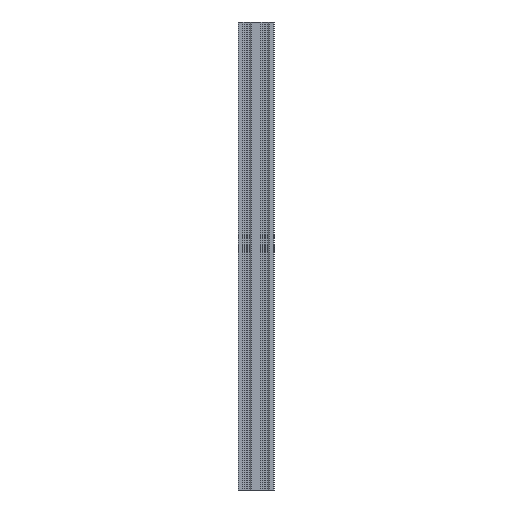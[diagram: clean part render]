
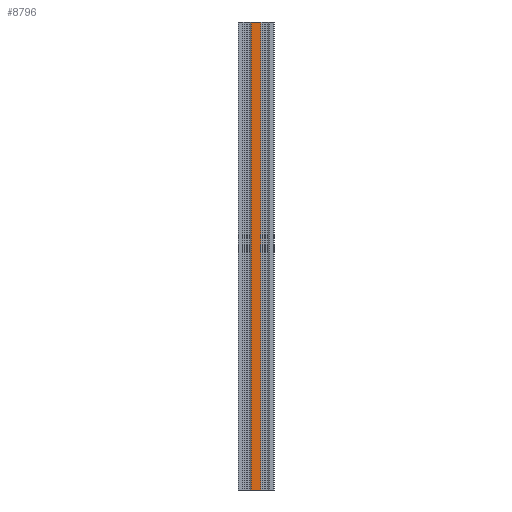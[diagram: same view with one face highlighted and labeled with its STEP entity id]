
A CAD part, left-side view. The second image highlights one B-rep face of the part: STEP entity #8796.
In plain terms, the highlighted planar face has unit normal (-1, 0, 0).
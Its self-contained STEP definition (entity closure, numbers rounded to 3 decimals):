
#70=PLANE('',#9320);
#596=FACE_OUTER_BOUND('',#1089,.T.);
#1089=EDGE_LOOP('',(#7623,#7624,#7625,#7626));
#2183=LINE('',#31653,#2859);
#2331=LINE('',#31956,#3007);
#2332=LINE('',#31959,#3008);
#2333=LINE('',#31960,#3009);
#2859=VECTOR('',#10577,1000.);
#3007=VECTOR('',#10817,1000.);
#3008=VECTOR('',#10820,1000.);
#3009=VECTOR('',#10821,1000.);
#3821=VERTEX_POINT('',#31650);
#3822=VERTEX_POINT('',#31652);
#3931=VERTEX_POINT('',#31954);
#3932=VERTEX_POINT('',#31958);
#5049=EDGE_CURVE('',#3821,#3822,#2183,.T.);
#5201=EDGE_CURVE('',#3821,#3931,#2331,.T.);
#5202=EDGE_CURVE('',#3932,#3931,#2332,.T.);
#5203=EDGE_CURVE('',#3822,#3932,#2333,.T.);
#7623=ORIENTED_EDGE('',*,*,#5202,.F.);
#7624=ORIENTED_EDGE('',*,*,#5203,.F.);
#7625=ORIENTED_EDGE('',*,*,#5049,.F.);
#7626=ORIENTED_EDGE('',*,*,#5201,.T.);
#8796=ADVANCED_FACE('',(#596),#70,.T.);
#9320=AXIS2_PLACEMENT_3D('',#31957,#10818,#10819);
#10577=DIRECTION('',(0.,-1.,0.));
#10817=DIRECTION('',(0.,0.,-1.));
#10818=DIRECTION('center_axis',(-1.,0.,0.));
#10819=DIRECTION('ref_axis',(0.,0.,1.));
#10820=DIRECTION('',(0.,1.,0.));
#10821=DIRECTION('',(0.,0.,-1.));
#31650=CARTESIAN_POINT('',(-10.,5.42,520.));
#31652=CARTESIAN_POINT('',(-10.,-5.42,520.));
#31653=CARTESIAN_POINT('',(-10.,0.,520.));
#31954=CARTESIAN_POINT('',(-10.,5.42,0.));
#31956=CARTESIAN_POINT('',(-10.,5.42,500.));
#31957=CARTESIAN_POINT('Origin',(-10.,0.,500.));
#31958=CARTESIAN_POINT('',(-10.,-5.42,0.));
#31959=CARTESIAN_POINT('',(-10.,0.,0.));
#31960=CARTESIAN_POINT('',(-10.,-5.42,500.));
